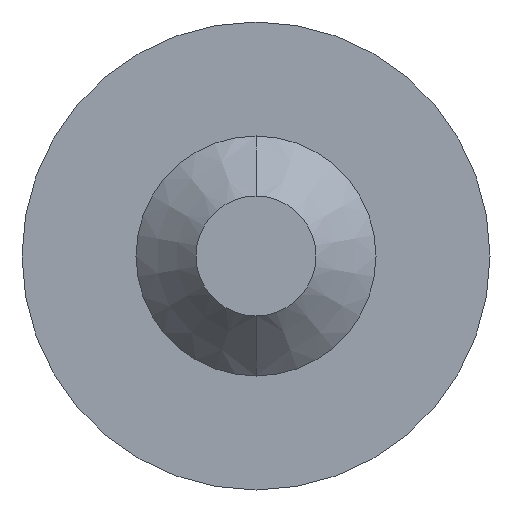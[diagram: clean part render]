
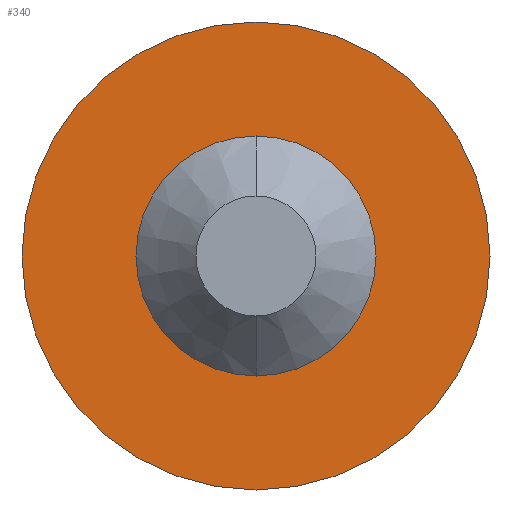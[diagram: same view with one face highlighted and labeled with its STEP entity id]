
A CAD part, front view. The second image highlights one B-rep face of the part: STEP entity #340.
In plain terms, the highlighted planar face has unit normal (0, -1, 0).
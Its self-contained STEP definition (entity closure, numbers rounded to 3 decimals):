
#9 = ORIENTED_EDGE ( 'NONE', *, *, #243, .T. ) ;
#29 = CIRCLE ( 'NONE', #114, 1.95 ) ;
#32 = AXIS2_PLACEMENT_3D ( 'NONE', #48, #345, #250 ) ;
#48 = CARTESIAN_POINT ( 'NONE',  ( 0., 0., 0. ) ) ;
#71 = VERTEX_POINT ( 'NONE', #229 ) ;
#95 = VERTEX_POINT ( 'NONE', #184 ) ;
#113 = DIRECTION ( 'NONE',  ( 0., -1., 0. ) ) ;
#114 = AXIS2_PLACEMENT_3D ( 'NONE', #132, #275, #447 ) ;
#132 = CARTESIAN_POINT ( 'NONE',  ( 0., 0., 0. ) ) ;
#160 = EDGE_CURVE ( 'NONE', #425, #71, #29, .T. ) ;
#174 = CARTESIAN_POINT ( 'NONE',  ( 0., 0., 0. ) ) ;
#179 = ORIENTED_EDGE ( 'NONE', *, *, #568, .T. ) ;
#184 = CARTESIAN_POINT ( 'NONE',  ( 0., 0., 1. ) ) ;
#193 = DIRECTION ( 'NONE',  ( 0., 0., -1. ) ) ;
#197 = VERTEX_POINT ( 'NONE', #538 ) ;
#198 = AXIS2_PLACEMENT_3D ( 'NONE', #397, #113, #434 ) ;
#229 = CARTESIAN_POINT ( 'NONE',  ( 0., 0., -1.95 ) ) ;
#243 = EDGE_CURVE ( 'NONE', #71, #425, #324, .T. ) ;
#250 = DIRECTION ( 'NONE',  ( 0., 0., 1. ) ) ;
#274 = AXIS2_PLACEMENT_3D ( 'NONE', #174, #522, #557 ) ;
#275 = DIRECTION ( 'NONE',  ( 0., -1., 0. ) ) ;
#324 = CIRCLE ( 'NONE', #533, 1.95 ) ;
#340 = ADVANCED_FACE ( 'NONE', ( #342, #394 ), #481, .T. ) ;
#342 = FACE_BOUND ( 'NONE', #545, .T. ) ;
#345 = DIRECTION ( 'NONE',  ( 0., 1., 0. ) ) ;
#352 = ORIENTED_EDGE ( 'NONE', *, *, #421, .T. ) ;
#353 = CIRCLE ( 'NONE', #274, 1. ) ;
#385 = CARTESIAN_POINT ( 'NONE',  ( 0., 0., 1.95 ) ) ;
#394 = FACE_OUTER_BOUND ( 'NONE', #539, .T. ) ;
#397 = CARTESIAN_POINT ( 'NONE',  ( 0., 0., 0. ) ) ;
#421 = EDGE_CURVE ( 'NONE', #197, #95, #549, .T. ) ;
#425 = VERTEX_POINT ( 'NONE', #385 ) ;
#434 = DIRECTION ( 'NONE',  ( 0., 0., -1. ) ) ;
#447 = DIRECTION ( 'NONE',  ( 0., 0., -1. ) ) ;
#463 = CARTESIAN_POINT ( 'NONE',  ( 0., 0., 0. ) ) ;
#475 = ORIENTED_EDGE ( 'NONE', *, *, #160, .T. ) ;
#481 = PLANE ( 'NONE',  #198 ) ;
#522 = DIRECTION ( 'NONE',  ( 0., 1., 0. ) ) ;
#533 = AXIS2_PLACEMENT_3D ( 'NONE', #463, #541, #193 ) ;
#538 = CARTESIAN_POINT ( 'NONE',  ( 0., 0., -1. ) ) ;
#539 = EDGE_LOOP ( 'NONE', ( #9, #475 ) ) ;
#541 = DIRECTION ( 'NONE',  ( 0., -1., 0. ) ) ;
#545 = EDGE_LOOP ( 'NONE', ( #179, #352 ) ) ;
#549 = CIRCLE ( 'NONE', #32, 1. ) ;
#557 = DIRECTION ( 'NONE',  ( 0., 0., 1. ) ) ;
#568 = EDGE_CURVE ( 'NONE', #95, #197, #353, .T. ) ;
